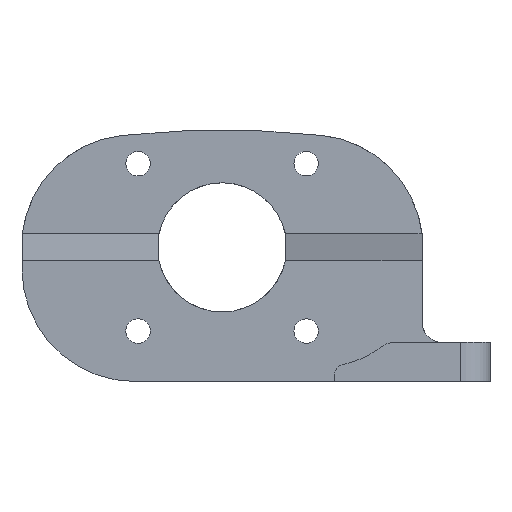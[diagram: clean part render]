
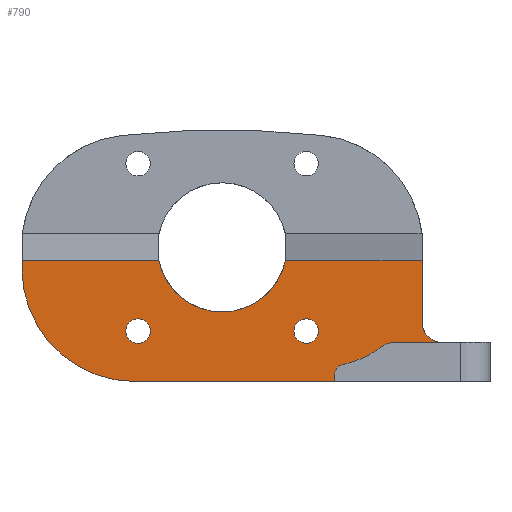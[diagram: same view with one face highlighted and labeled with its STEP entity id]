
A CAD part, front view. The second image highlights one B-rep face of the part: STEP entity #790.
In plain terms, the highlighted planar face has unit normal (0, -1, 0).
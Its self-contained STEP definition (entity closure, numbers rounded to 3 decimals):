
#35=FACE_BOUND('',#137,.T.);
#36=FACE_BOUND('',#138,.T.);
#50=PLANE('',#886);
#84=FACE_OUTER_BOUND('',#136,.T.);
#136=EDGE_LOOP('',(#676,#677,#678,#679,#680,#681,#682,#683,#684,#685,#686,
#687,#688,#689));
#137=EDGE_LOOP('',(#690));
#138=EDGE_LOOP('',(#691));
#160=LINE('',#1188,#225);
#170=LINE('',#1219,#235);
#174=LINE('',#1231,#239);
#198=LINE('',#1312,#263);
#208=LINE('',#1348,#273);
#209=LINE('',#1349,#274);
#210=LINE('',#1350,#275);
#225=VECTOR('',#943,10.);
#235=VECTOR('',#969,10.);
#239=VECTOR('',#983,10.);
#263=VECTOR('',#1057,10.);
#273=VECTOR('',#1103,10.);
#274=VECTOR('',#1104,10.);
#275=VECTOR('',#1105,10.);
#282=CIRCLE('',#817,11.5);
#295=CIRCLE('',#833,1.);
#299=CIRCLE('',#840,10.);
#308=CIRCLE('',#862,6.6);
#310=CIRCLE('',#867,2.);
#317=CIRCLE('',#876,2.);
#318=CIRCLE('',#878,12.5);
#319=CIRCLE('',#887,1.25);
#320=CIRCLE('',#888,1.25);
#324=VERTEX_POINT('',#1146);
#325=VERTEX_POINT('',#1147);
#343=VERTEX_POINT('',#1187);
#348=VERTEX_POINT('',#1198);
#349=VERTEX_POINT('',#1200);
#356=VERTEX_POINT('',#1218);
#357=VERTEX_POINT('',#1222);
#381=VERTEX_POINT('',#1287);
#382=VERTEX_POINT('',#1289);
#384=VERTEX_POINT('',#1300);
#385=VERTEX_POINT('',#1302);
#387=VERTEX_POINT('',#1311);
#394=VERTEX_POINT('',#1328);
#395=VERTEX_POINT('',#1347);
#396=VERTEX_POINT('',#1351);
#397=VERTEX_POINT('',#1353);
#400=EDGE_CURVE('',#324,#325,#282,.T.);
#420=EDGE_CURVE('',#343,#325,#160,.T.);
#426=EDGE_CURVE('',#348,#349,#295,.F.);
#435=EDGE_CURVE('',#356,#349,#170,.T.);
#438=EDGE_CURVE('',#348,#357,#299,.T.);
#442=EDGE_CURVE('',#356,#324,#174,.T.);
#472=EDGE_CURVE('',#382,#381,#308,.T.);
#479=EDGE_CURVE('',#384,#385,#310,.T.);
#482=EDGE_CURVE('',#385,#387,#198,.T.);
#491=EDGE_CURVE('',#387,#394,#317,.F.);
#493=EDGE_CURVE('',#357,#394,#318,.T.);
#500=EDGE_CURVE('',#384,#395,#208,.T.);
#501=EDGE_CURVE('',#382,#395,#209,.F.);
#502=EDGE_CURVE('',#343,#381,#210,.F.);
#503=EDGE_CURVE('',#396,#396,#319,.F.);
#504=EDGE_CURVE('',#397,#397,#320,.F.);
#676=ORIENTED_EDGE('',*,*,#400,.F.);
#677=ORIENTED_EDGE('',*,*,#442,.F.);
#678=ORIENTED_EDGE('',*,*,#435,.T.);
#679=ORIENTED_EDGE('',*,*,#426,.F.);
#680=ORIENTED_EDGE('',*,*,#438,.T.);
#681=ORIENTED_EDGE('',*,*,#493,.T.);
#682=ORIENTED_EDGE('',*,*,#491,.F.);
#683=ORIENTED_EDGE('',*,*,#482,.F.);
#684=ORIENTED_EDGE('',*,*,#479,.F.);
#685=ORIENTED_EDGE('',*,*,#500,.T.);
#686=ORIENTED_EDGE('',*,*,#501,.F.);
#687=ORIENTED_EDGE('',*,*,#472,.T.);
#688=ORIENTED_EDGE('',*,*,#502,.F.);
#689=ORIENTED_EDGE('',*,*,#420,.T.);
#690=ORIENTED_EDGE('',*,*,#503,.F.);
#691=ORIENTED_EDGE('',*,*,#504,.F.);
#790=ADVANCED_FACE('',(#84,#35,#36),#50,.F.);
#817=AXIS2_PLACEMENT_3D('',#1148,#907,#908);
#833=AXIS2_PLACEMENT_3D('',#1201,#952,#953);
#840=AXIS2_PLACEMENT_3D('',#1224,#974,#975);
#862=AXIS2_PLACEMENT_3D('',#1290,#1037,#1038);
#867=AXIS2_PLACEMENT_3D('',#1303,#1052,#1053);
#876=AXIS2_PLACEMENT_3D('',#1329,#1074,#1075);
#878=AXIS2_PLACEMENT_3D('',#1332,#1079,#1080);
#886=AXIS2_PLACEMENT_3D('',#1346,#1101,#1102);
#887=AXIS2_PLACEMENT_3D('',#1352,#1106,#1107);
#888=AXIS2_PLACEMENT_3D('',#1354,#1108,#1109);
#907=DIRECTION('center_axis',(0.,1.,0.));
#908=DIRECTION('ref_axis',(-0.707,0.,-0.707));
#943=DIRECTION('',(0.,0.,-1.));
#952=DIRECTION('center_axis',(0.,1.,0.));
#953=DIRECTION('ref_axis',(-0.778,0.,0.628));
#969=DIRECTION('',(0.,0.,1.));
#974=DIRECTION('center_axis',(0.,-1.,0.));
#975=DIRECTION('ref_axis',(0.475,0.,-0.88));
#983=DIRECTION('',(-1.,0.,0.));
#1037=DIRECTION('center_axis',(0.,1.,0.));
#1038=DIRECTION('ref_axis',(0.992,0.,-0.125));
#1052=DIRECTION('center_axis',(0.,-1.,0.));
#1053=DIRECTION('ref_axis',(-0.707,0.,-0.707));
#1057=DIRECTION('',(-1.,0.,0.));
#1074=DIRECTION('center_axis',(0.,1.,0.));
#1075=DIRECTION('ref_axis',(-0.311,0.,0.95));
#1079=DIRECTION('center_axis',(0.,-1.,0.));
#1080=DIRECTION('ref_axis',(0.111,0.,0.994));
#1101=DIRECTION('center_axis',(0.,1.,0.));
#1102=DIRECTION('ref_axis',(-1.,0.,0.));
#1103=DIRECTION('',(0.,0.,1.));
#1104=DIRECTION('',(-1.,0.,0.));
#1105=DIRECTION('',(-1.,0.,0.));
#1106=DIRECTION('center_axis',(0.,1.,0.));
#1107=DIRECTION('ref_axis',(-1.,0.,0.));
#1108=DIRECTION('center_axis',(0.,1.,0.));
#1109=DIRECTION('ref_axis',(-1.,0.,0.));
#1146=CARTESIAN_POINT('',(7.37,70.216,109.368));
#1147=CARTESIAN_POINT('',(-4.13,70.216,120.868));
#1148=CARTESIAN_POINT('Origin',(7.37,70.216,120.868));
#1187=CARTESIAN_POINT('',(-4.13,70.216,121.693));
#1188=CARTESIAN_POINT('',(-4.13,70.216,109.368));
#1198=CARTESIAN_POINT('',(28.611,70.216,111.093));
#1200=CARTESIAN_POINT('',(27.822,70.216,110.115));
#1201=CARTESIAN_POINT('Origin',(28.822,70.216,110.115));
#1218=CARTESIAN_POINT('',(27.822,70.216,109.368));
#1219=CARTESIAN_POINT('',(27.822,70.216,110.868));
#1222=CARTESIAN_POINT('',(31.252,70.216,112.068));
#1224=CARTESIAN_POINT('Origin',(26.502,70.216,120.868));
#1231=CARTESIAN_POINT('',(-4.13,70.216,109.368));
#1287=CARTESIAN_POINT('',(9.86,70.216,121.693));
#1289=CARTESIAN_POINT('',(22.77,70.216,121.693));
#1290=CARTESIAN_POINT('Origin',(16.315,70.216,123.068));
#1300=CARTESIAN_POINT('',(36.76,70.216,115.368));
#1302=CARTESIAN_POINT('',(38.76,70.216,113.368));
#1303=CARTESIAN_POINT('Origin',(38.76,70.216,115.368));
#1311=CARTESIAN_POINT('',(33.88,70.216,113.368));
#1312=CARTESIAN_POINT('',(36.76,70.216,113.368));
#1328=CARTESIAN_POINT('',(32.699,70.216,112.982));
#1329=CARTESIAN_POINT('Origin',(33.88,70.216,111.368));
#1332=CARTESIAN_POINT('Origin',(25.315,70.216,123.068));
#1346=CARTESIAN_POINT('Origin',(16.315,70.216,116.505));
#1347=CARTESIAN_POINT('',(36.76,70.216,121.693));
#1348=CARTESIAN_POINT('',(36.76,70.216,123.457));
#1349=CARTESIAN_POINT('',(19.262,70.216,121.693));
#1350=CARTESIAN_POINT('',(19.262,70.216,121.693));
#1351=CARTESIAN_POINT('',(8.977,70.216,114.519));
#1352=CARTESIAN_POINT('Origin',(7.727,70.216,114.519));
#1353=CARTESIAN_POINT('',(26.152,70.216,114.519));
#1354=CARTESIAN_POINT('Origin',(24.902,70.216,114.519));
